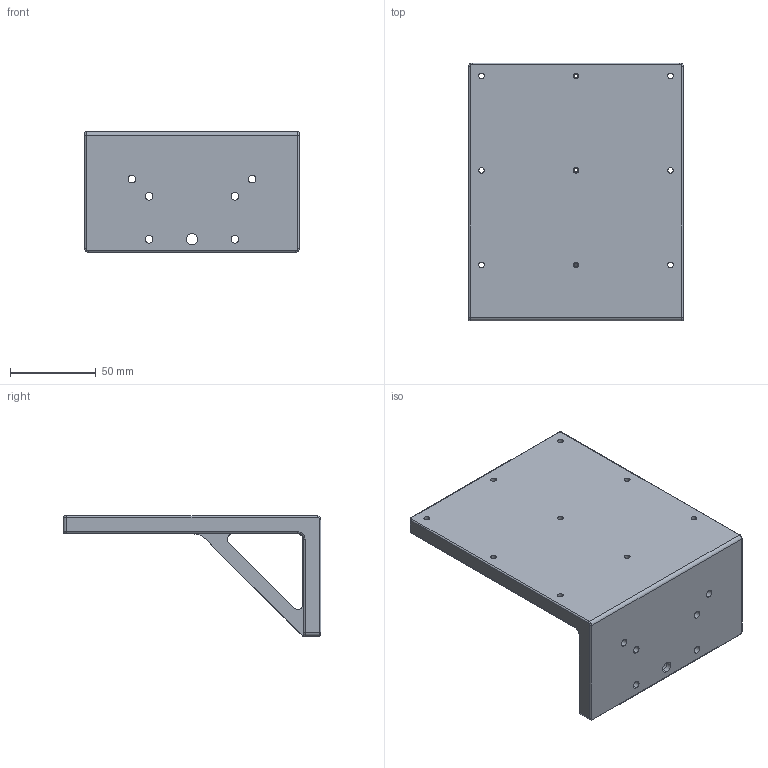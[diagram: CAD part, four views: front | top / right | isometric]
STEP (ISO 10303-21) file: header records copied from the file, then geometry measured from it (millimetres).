
FILE_DESCRIPTION (( 'STEP AP203' ), '1' );
FILE_NAME ('OMLA炵蹈眻褒蛌諉啣 OMLA07B.STEP', '2021-05-20T08:18:23', ( 'Microsoft' ), ( 'Microsoft' ), 'SwSTEP 2.0', 'SolidWorks 2018', '' );
FILE_SCHEMA (( 'CONFIG_CONTROL_DESIGN' ));
Length unit declared in the file: millimetre
Products named in the file (2): OMLA07B-01 SPYD125-L蟀諉啣7; OMLA炵蹈眻褒蛌諉啣 OMLA07B
Assembly tree (1 placements, depth 2):
  OMLA炵蹈眻褒蛌諉啣 OMLA07B
    OMLA07B-01 SPYD125-L蟀諉啣7
Bounding box: 125 x 150 x 70 mm (x, y, z)
Volume: 287518.1 mm3; surface area: 66739.4 mm2
Topology: 1 solids, 1 shells, 263 faces, 672 edges, 438 vertices
Faces by surface type: plane 126, cylinder 73, bspline 46, torus 12, cone 6
Entity records: 11962 total; most frequent: CARTESIAN_POINT 5499, ORIENTED_EDGE 1344, DIRECTION 1180, EDGE_CURVE 672, VERTEX_POINT 438, VECTOR 414, LINE 414, AXIS2_PLACEMENT_3D 383
